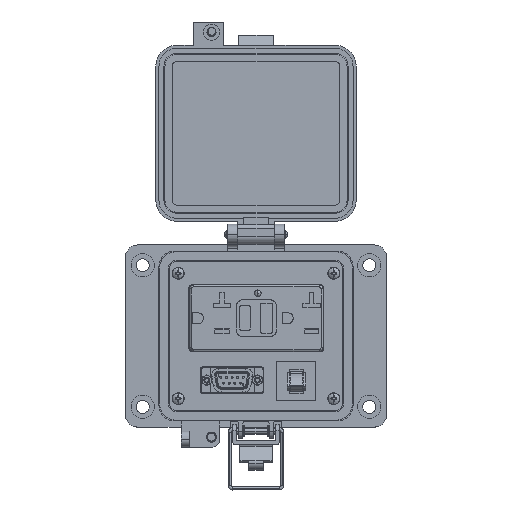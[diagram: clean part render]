
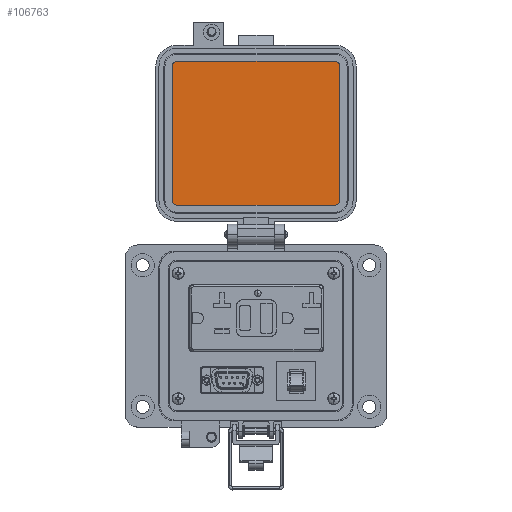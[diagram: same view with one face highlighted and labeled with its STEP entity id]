
A CAD part, top view. The second image highlights one B-rep face of the part: STEP entity #106763.
In plain terms, the highlighted planar face has unit normal (0, 0, 1).
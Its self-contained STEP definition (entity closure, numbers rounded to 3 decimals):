
#2129 = EDGE_CURVE ( 'NONE', #98149, #80806, #45921, .T. ) ;
#2482 = CARTESIAN_POINT ( 'NONE',  ( 38.212, 93.196, 19.202 ) ) ;
#2891 = DIRECTION ( 'NONE',  ( -1., 0., 0. ) ) ;
#3901 = CIRCLE ( 'NONE', #83050, 2.299 ) ;
#6179 = EDGE_LOOP ( 'NONE', ( #10242, #47752, #10854, #102326, #71675, #129039, #39724, #100687 ) ) ;
#8455 = CARTESIAN_POINT ( 'NONE',  ( -3.279, 57.705, 19.202 ) ) ;
#8639 = VERTEX_POINT ( 'NONE', #89587 ) ;
#9776 = DIRECTION ( 'NONE',  ( 1., 0., 0. ) ) ;
#10242 = ORIENTED_EDGE ( 'NONE', *, *, #124759, .F. ) ;
#10854 = ORIENTED_EDGE ( 'NONE', *, *, #55724, .F. ) ;
#11707 = AXIS2_PLACEMENT_3D ( 'NONE', #125631, #64301, #2891 ) ;
#12325 = DIRECTION ( 'NONE',  ( 0., -1., 0. ) ) ;
#13025 = CIRCLE ( 'NONE', #30643, 2.299 ) ;
#13335 = EDGE_CURVE ( 'NONE', #18235, #16343, #37759, .T. ) ;
#15400 = VECTOR ( 'NONE', #65941, 1000. ) ;
#15650 = VECTOR ( 'NONE', #12325, 1000. ) ;
#16343 = VERTEX_POINT ( 'NONE', #97171 ) ;
#18113 = VECTOR ( 'NONE', #90453, 1000. ) ;
#18235 = VERTEX_POINT ( 'NONE', #83509 ) ;
#18915 = LINE ( 'NONE', #2482, #15650 ) ;
#30643 = AXIS2_PLACEMENT_3D ( 'NONE', #54175, #125880, #64514 ) ;
#32547 = EDGE_CURVE ( 'NONE', #80806, #18235, #123767, .T. ) ;
#34749 = AXIS2_PLACEMENT_3D ( 'NONE', #132477, #71201, #9776 ) ;
#37759 = LINE ( 'NONE', #47375, #92259 ) ;
#38857 = CARTESIAN_POINT ( 'NONE',  ( 38.212, 60.004, 19.202 ) ) ;
#39118 = EDGE_CURVE ( 'NONE', #57601, #52917, #99916, .T. ) ;
#39724 = ORIENTED_EDGE ( 'NONE', *, *, #99784, .F. ) ;
#45921 = LINE ( 'NONE', #55613, #15400 ) ;
#47375 = CARTESIAN_POINT ( 'NONE',  ( -3.279, 128.688, 19.202 ) ) ;
#47752 = ORIENTED_EDGE ( 'NONE', *, *, #113660, .F. ) ;
#52402 = FACE_OUTER_BOUND ( 'NONE', #6179, .T. ) ;
#52917 = VERTEX_POINT ( 'NONE', #83399 ) ;
#53517 = PLANE ( 'NONE',  #11707 ) ;
#54106 = DIRECTION ( 'NONE',  ( 0., 0., -1. ) ) ;
#54175 = CARTESIAN_POINT ( 'NONE',  ( -42.469, 60.004, 19.202 ) ) ;
#55613 = CARTESIAN_POINT ( 'NONE',  ( -44.769, 93.196, 19.202 ) ) ;
#55724 = EDGE_CURVE ( 'NONE', #16343, #8639, #111316, .T. ) ;
#55806 = CARTESIAN_POINT ( 'NONE',  ( -44.769, 60.004, 19.202 ) ) ;
#57601 = VERTEX_POINT ( 'NONE', #118123 ) ;
#60259 = CARTESIAN_POINT ( 'NONE',  ( -42.469, 126.389, 19.202 ) ) ;
#62731 = VERTEX_POINT ( 'NONE', #38857 ) ;
#64301 = DIRECTION ( 'NONE',  ( 0., 0., 1. ) ) ;
#64514 = DIRECTION ( 'NONE',  ( 1., 0., 0. ) ) ;
#65941 = DIRECTION ( 'NONE',  ( 0., 1., 0. ) ) ;
#70590 = DIRECTION ( 'NONE',  ( 0., -1., 0. ) ) ;
#71201 = DIRECTION ( 'NONE',  ( 0., 0., -1. ) ) ;
#71675 = ORIENTED_EDGE ( 'NONE', *, *, #32547, .F. ) ;
#80806 = VERTEX_POINT ( 'NONE', #124829 ) ;
#83050 = AXIS2_PLACEMENT_3D ( 'NONE', #115538, #54106, #125802 ) ;
#83399 = CARTESIAN_POINT ( 'NONE',  ( -42.469, 57.705, 19.202 ) ) ;
#83509 = CARTESIAN_POINT ( 'NONE',  ( -42.469, 128.688, 19.202 ) ) ;
#89587 = CARTESIAN_POINT ( 'NONE',  ( 38.212, 126.389, 19.202 ) ) ;
#90453 = DIRECTION ( 'NONE',  ( -1., 0., 0. ) ) ;
#92259 = VECTOR ( 'NONE', #119037, 1000. ) ;
#97171 = CARTESIAN_POINT ( 'NONE',  ( 35.912, 128.688, 19.202 ) ) ;
#98149 = VERTEX_POINT ( 'NONE', #55806 ) ;
#99784 = EDGE_CURVE ( 'NONE', #52917, #98149, #13025, .T. ) ;
#99916 = LINE ( 'NONE', #8455, #18113 ) ;
#100687 = ORIENTED_EDGE ( 'NONE', *, *, #39118, .F. ) ;
#102326 = ORIENTED_EDGE ( 'NONE', *, *, #13335, .F. ) ;
#106763 = ADVANCED_FACE ( 'NONE', ( #52402 ), #53517, .T. ) ;
#111316 = CIRCLE ( 'NONE', #34749, 2.299 ) ;
#113660 = EDGE_CURVE ( 'NONE', #8639, #62731, #18915, .T. ) ;
#115538 = CARTESIAN_POINT ( 'NONE',  ( 35.912, 60.004, 19.202 ) ) ;
#118123 = CARTESIAN_POINT ( 'NONE',  ( 35.912, 57.705, 19.202 ) ) ;
#119037 = DIRECTION ( 'NONE',  ( 1., 0., 0. ) ) ;
#123767 = CIRCLE ( 'NONE', #130168, 2.299 ) ;
#124759 = EDGE_CURVE ( 'NONE', #62731, #57601, #3901, .T. ) ;
#124829 = CARTESIAN_POINT ( 'NONE',  ( -44.769, 126.389, 19.202 ) ) ;
#125631 = CARTESIAN_POINT ( 'NONE',  ( 39.871, 130.108, 19.202 ) ) ;
#125802 = DIRECTION ( 'NONE',  ( 0., -1., 0. ) ) ;
#125880 = DIRECTION ( 'NONE',  ( 0., 0., -1. ) ) ;
#129039 = ORIENTED_EDGE ( 'NONE', *, *, #2129, .F. ) ;
#130168 = AXIS2_PLACEMENT_3D ( 'NONE', #60259, #131879, #70590 ) ;
#131879 = DIRECTION ( 'NONE',  ( 0., 0., -1. ) ) ;
#132477 = CARTESIAN_POINT ( 'NONE',  ( 35.912, 126.389, 19.202 ) ) ;
